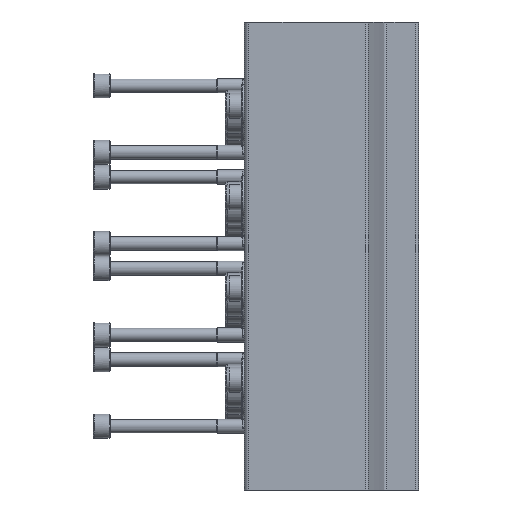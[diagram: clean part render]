
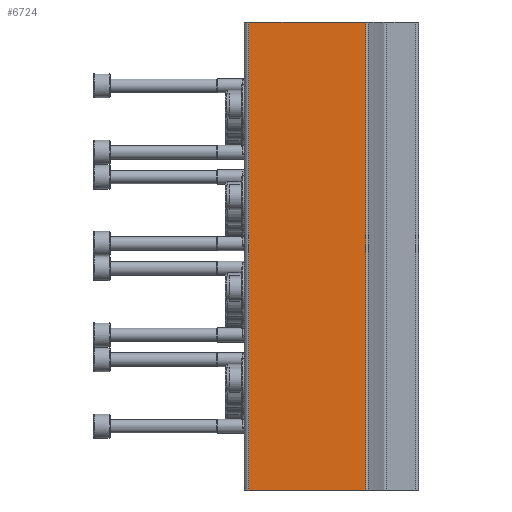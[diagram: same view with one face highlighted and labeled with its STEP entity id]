
A CAD part, left-side view. The second image highlights one B-rep face of the part: STEP entity #6724.
In plain terms, the highlighted planar face has unit normal (-1, 0, 0).
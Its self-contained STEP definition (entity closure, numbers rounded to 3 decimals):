
#235=PLANE('',#7240);
#912=ORIENTED_EDGE('',*,*,#2712,.F.);
#913=ORIENTED_EDGE('',*,*,#2711,.F.);
#914=ORIENTED_EDGE('',*,*,#2713,.T.);
#915=ORIENTED_EDGE('',*,*,#2714,.T.);
#2711=EDGE_CURVE('',#3611,#3609,#4253,.T.);
#2712=EDGE_CURVE('',#3609,#3612,#4254,.T.);
#2713=EDGE_CURVE('',#3611,#3613,#4255,.T.);
#2714=EDGE_CURVE('',#3613,#3612,#4256,.T.);
#3609=VERTEX_POINT('',#10539);
#3611=VERTEX_POINT('',#10543);
#3612=VERTEX_POINT('',#10547);
#3613=VERTEX_POINT('',#10549);
#4253=LINE('',#10544,#4747);
#4254=LINE('',#10546,#4748);
#4255=LINE('',#10548,#4749);
#4256=LINE('',#10550,#4750);
#4747=VECTOR('',#8093,1000.);
#4748=VECTOR('',#8096,1000.);
#4749=VECTOR('',#8097,1000.);
#4750=VECTOR('',#8098,1000.);
#5255=EDGE_LOOP('',(#912,#913,#914,#915));
#5933=FACE_BOUND('',#5255,.T.);
#6724=ADVANCED_FACE('',(#5933),#235,.T.);
#7240=AXIS2_PLACEMENT_3D('',#10545,#8094,#8095);
#8093=DIRECTION('',(0.,0.,1.));
#8094=DIRECTION('',(-1.,0.,0.));
#8095=DIRECTION('',(0.,0.,1.));
#8096=DIRECTION('',(0.,-1.,0.));
#8097=DIRECTION('',(0.,-1.,0.));
#8098=DIRECTION('',(0.,0.,1.));
#10539=CARTESIAN_POINT('',(-72.,59.5,0.));
#10543=CARTESIAN_POINT('',(-72.,59.5,-164.));
#10544=CARTESIAN_POINT('',(-72.,59.5,-164.));
#10545=CARTESIAN_POINT('',(-72.,59.5,-164.));
#10546=CARTESIAN_POINT('',(-72.,59.5,0.));
#10547=CARTESIAN_POINT('',(-72.,18.514,0.));
#10548=CARTESIAN_POINT('',(-72.,59.5,-164.));
#10549=CARTESIAN_POINT('',(-72.,18.514,-164.));
#10550=CARTESIAN_POINT('',(-72.,18.514,-164.));
